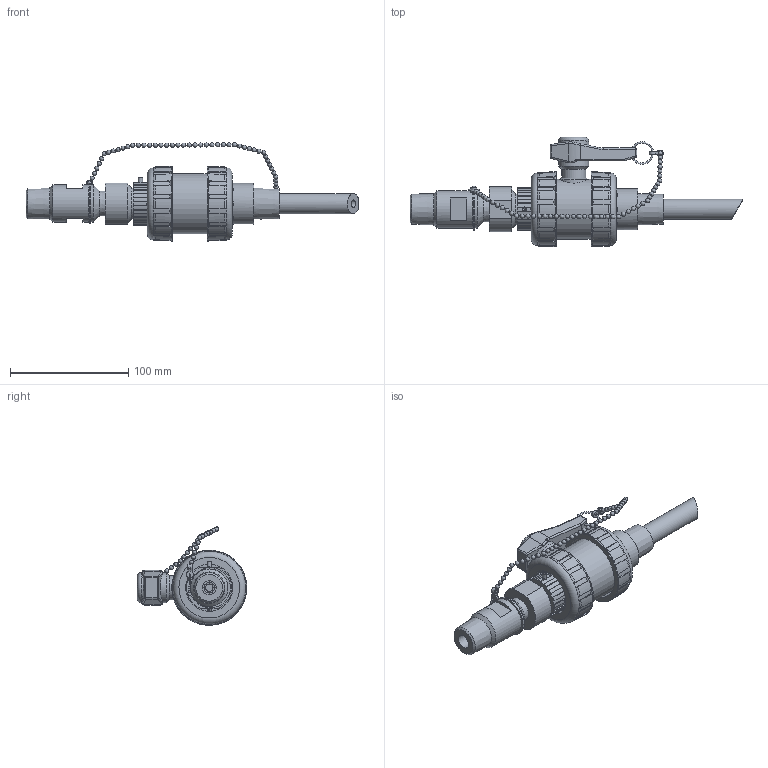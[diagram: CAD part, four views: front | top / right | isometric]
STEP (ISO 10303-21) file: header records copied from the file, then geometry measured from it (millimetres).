
FILE_DESCRIPTION((''),'2;1');
FILE_NAME('CCS-76-CPVC-25_R0.stp','2017-08-01T11:09:47',('salesdesk5'),(''),'Autodesk Inventor 2009','Autodesk Inventor 2009','');
FILE_SCHEMA(('AUTOMOTIVE_DESIGN { 1 0 10303 214 1 1 1 1 }'));
Length unit declared in the file: inch
Products named in the file (1): CCS-76-CPVC-25_R0
Bounding box: 281.15 x 92.72 x 83.38 mm (x, y, z)
Volume: 315789.8 mm3; surface area: 69443.6 mm2
Topology: 1 solids, 2 shells, 603 faces, 1536 edges, 951 vertices
Faces by surface type: plane 225, cylinder 144, bspline 77, cone 60, sphere 57, torus 40
Full cylindrical faces by diameter (mm): 2.5 x1, 3.81 x1, 6.35 x2, 11.906 x1, 14.173 x1, 14.224 x1, 17.145 x1, 20.32 x1, 25.4 x2, 28.956 x1, 31.75 x2, 34.544 x1, 39.878 x2, 45.745 x2, 50.8 x1, 54.864 x2, 63.5 x2
Entity records: 19981 total; most frequent: CARTESIAN_POINT 5812, DIRECTION 2944, ORIENTED_EDGE 2656, EDGE_CURVE 1328, AXIS2_PLACEMENT_3D 1166, VERTEX_POINT 902, EDGE_LOOP 790, VECTOR 612
